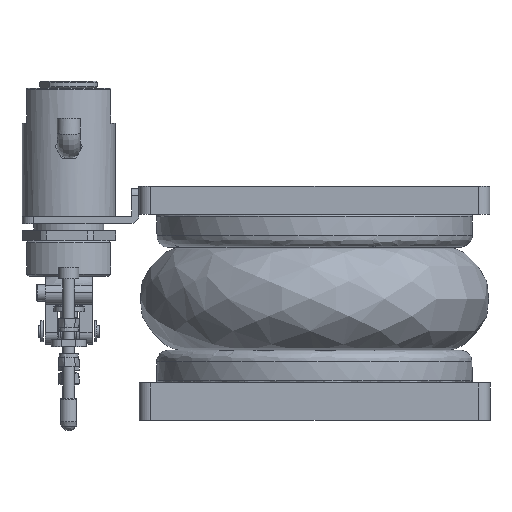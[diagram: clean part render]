
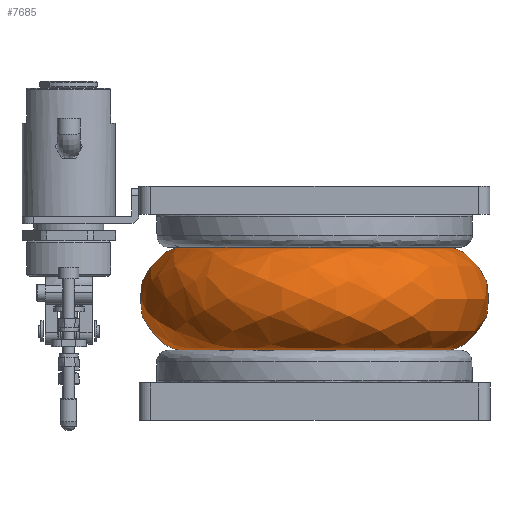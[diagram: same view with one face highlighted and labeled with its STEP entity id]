
A CAD part, front view. The second image highlights one B-rep face of the part: STEP entity #7685.
In plain terms, the highlighted free-form (B-spline) face has degree [3, 3] with [4, 7] control points.
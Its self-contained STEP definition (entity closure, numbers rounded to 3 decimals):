
#1375 = CARTESIAN_POINT ( 'NONE',  ( 213.576, -78.366, 148.998 ) ) ;
#2057 = CIRCLE ( 'NONE', #22738, 52. ) ;
#2289 = EDGE_LOOP ( 'NONE', ( #19986 ) ) ;
#2587 = AXIS2_PLACEMENT_3D ( 'NONE', #5058, #13529, #15383 ) ;
#2702 = FACE_OUTER_BOUND ( 'NONE', #2289, .T. ) ;
#2959 = CARTESIAN_POINT ( 'NONE',  ( 173.587, -55.631, 194.998 ) ) ;
#3213 = CARTESIAN_POINT ( 'NONE',  ( 134.576, 86.179, 194.998 ) ) ;
#4164 = VERTEX_POINT ( 'NONE', #22536 ) ;
#5058 = CARTESIAN_POINT ( 'NONE',  ( 128.382, -29.932, 194.998 ) ) ;
#5448 = CARTESIAN_POINT ( 'NONE',  ( 43.187, 18.502, 194.998 ) ) ;
#5458 = DIRECTION ( 'NONE',  ( 0., 0., 1. ) ) ;
#6929 = CARTESIAN_POINT ( 'NONE',  ( 116.708, -248.755, 148.998 ) ) ;
#7054 = CARTESIAN_POINT ( 'NONE',  ( 213.576, -78.366, 194.998 ) ) ;
#7322 = CARTESIAN_POINT ( 'NONE',  ( 140.055, 188.892, 148.998 ) ) ;
#7332 = CARTESIAN_POINT ( 'NONE',  ( 83.176, -4.232, 194.998 ) ) ;
#7685 = ADVANCED_FACE ( 'NONE', ( #2702, #10907 ), #20886, .T. ) ;
#9176 = CARTESIAN_POINT ( 'NONE',  ( 310.445, 92.024, 194.998 ) ) ;
#9306 = CARTESIAN_POINT ( 'NONE',  ( -53.681, -151.887, 194.998 ) ) ;
#9440 = CARTESIAN_POINT ( 'NONE',  ( 134.576, 86.179, 148.998 ) ) ;
#10907 = FACE_OUTER_BOUND ( 'NONE', #13120, .T. ) ;
#11300 = CARTESIAN_POINT ( 'NONE',  ( 83.176, -4.232, 194.998 ) ) ;
#11429 = CARTESIAN_POINT ( 'NONE',  ( 122.187, -146.042, 194.998 ) ) ;
#13025 = CARTESIAN_POINT ( 'NONE',  ( 128.382, -29.932, 148.998 ) ) ;
#13120 = EDGE_LOOP ( 'NONE', ( #22753 ) ) ;
#13529 = DIRECTION ( 'NONE',  ( 0., 0., -1. ) ) ;
#13534 = CARTESIAN_POINT ( 'NONE',  ( -53.681, -151.887, 148.998 ) ) ;
#14996 = CARTESIAN_POINT ( 'NONE',  ( 43.187, 18.502, 148.998 ) ) ;
#15123 = CARTESIAN_POINT ( 'NONE',  ( 83.176, -4.232, 148.998 ) ) ;
#15383 = DIRECTION ( 'NONE',  ( -0.869, 0.494, 0. ) ) ;
#15388 = CARTESIAN_POINT ( 'NONE',  ( 122.187, -146.042, 148.998 ) ) ;
#15513 = CARTESIAN_POINT ( 'NONE',  ( 43.187, 18.502, 194.998 ) ) ;
#16614 = EDGE_CURVE ( 'NONE', #4164, #4164, #2057, .T. ) ;
#17114 = DIRECTION ( 'NONE',  ( -0.869, 0.494, 0. ) ) ;
#17371 = CARTESIAN_POINT ( 'NONE',  ( 140.055, 188.892, 194.998 ) ) ;
#17502 = CARTESIAN_POINT ( 'NONE',  ( 173.587, -55.631, 148.998 ) ) ;
#17897 = VERTEX_POINT ( 'NONE', #7332 ) ;
#18958 = CARTESIAN_POINT ( 'NONE',  ( 31.777, -94.643, 148.998 ) ) ;
#19349 = CARTESIAN_POINT ( 'NONE',  ( 83.176, -4.232, 148.998 ) ) ;
#19986 = ORIENTED_EDGE ( 'NONE', *, *, #16614, .T. ) ;
#20886 =( BOUNDED_SURFACE ( )  B_SPLINE_SURFACE ( 3, 3, ( 
 ( #11300, #25542, #11429, #2959, #23556, #3213, #25416 ),
 ( #15513, #9306, #25149, #7054, #9176, #17371, #5448 ),
 ( #25021, #13534, #6929, #1375, #21583, #7322, #14996 ),
 ( #19349, #18958, #15388, #17502, #23431, #9440, #15123 ) ),
 .UNSPECIFIED., .F., .T., .T. ) 
 B_SPLINE_SURFACE_WITH_KNOTS ( ( 4, 4 ),
 ( 4, 3, 4 ),
 ( 0., 1. ),
 ( 0., 0.5, 1. ),
 .UNSPECIFIED. ) 
 GEOMETRIC_REPRESENTATION_ITEM ( )  RATIONAL_B_SPLINE_SURFACE ( (
 ( 1., 0.333, 0.333, 1., 0.333, 0.333, 1.),
 ( 0.333, 0.111, 0.111, 0.333, 0.111, 0.111, 0.333),
 ( 0.333, 0.111, 0.111, 0.333, 0.111, 0.111, 0.333),
 ( 1., 0.333, 0.333, 1., 0.333, 0.333, 1.) ) ) 
 REPRESENTATION_ITEM ( '' )  SURFACE ( )  );
#21141 = CIRCLE ( 'NONE', #2587, 52. ) ;
#21583 = CARTESIAN_POINT ( 'NONE',  ( 310.445, 92.024, 148.998 ) ) ;
#21756 = EDGE_CURVE ( 'NONE', #17897, #17897, #21141, .T. ) ;
#22536 = CARTESIAN_POINT ( 'NONE',  ( 83.176, -4.232, 148.998 ) ) ;
#22738 = AXIS2_PLACEMENT_3D ( 'NONE', #13025, #5458, #17114 ) ;
#22753 = ORIENTED_EDGE ( 'NONE', *, *, #21756, .T. ) ;
#23431 = CARTESIAN_POINT ( 'NONE',  ( 224.986, 34.779, 148.998 ) ) ;
#23556 = CARTESIAN_POINT ( 'NONE',  ( 224.986, 34.779, 194.998 ) ) ;
#25021 = CARTESIAN_POINT ( 'NONE',  ( 43.187, 18.502, 148.998 ) ) ;
#25149 = CARTESIAN_POINT ( 'NONE',  ( 116.708, -248.755, 194.998 ) ) ;
#25416 = CARTESIAN_POINT ( 'NONE',  ( 83.176, -4.232, 194.998 ) ) ;
#25542 = CARTESIAN_POINT ( 'NONE',  ( 31.777, -94.643, 194.998 ) ) ;
